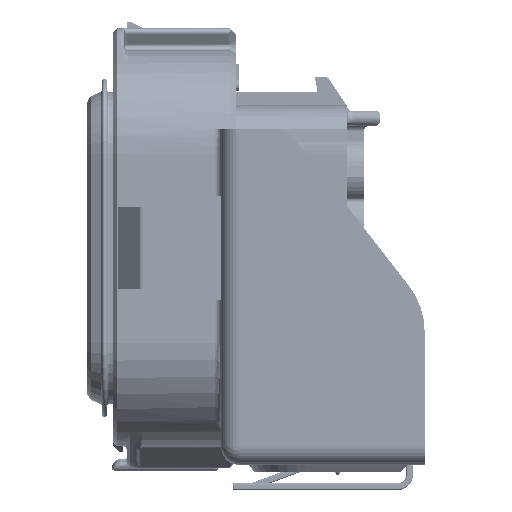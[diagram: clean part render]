
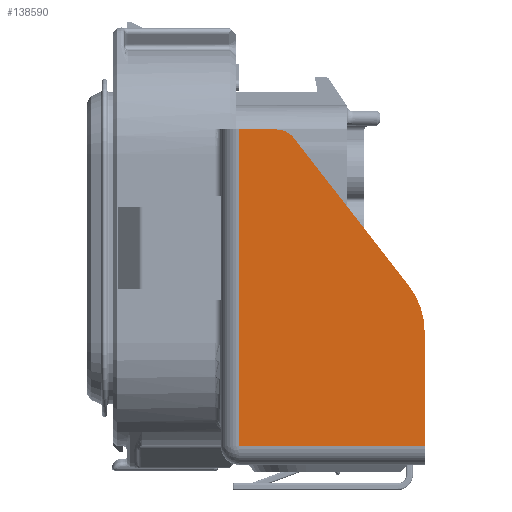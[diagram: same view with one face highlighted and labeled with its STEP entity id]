
A CAD part, left-side view. The second image highlights one B-rep face of the part: STEP entity #138590.
In plain terms, the highlighted planar face has unit normal (-1, 0, 0).
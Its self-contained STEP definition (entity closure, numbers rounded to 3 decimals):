
#33541=DIRECTION('',(0.,1.,0.));
#33542=VECTOR('',#33541,5.);
#33543=CARTESIAN_POINT('',(-81.5,-16.,16.));
#33544=LINE('',#33543,#33542);
#33554=DIRECTION('',(0.,0.,1.));
#33555=VECTOR('',#33554,42.75);
#33556=CARTESIAN_POINT('',(-81.5,-11.,-26.75));
#33557=LINE('',#33556,#33555);
#33558=CARTESIAN_POINT('',(-81.5,-16.,13.));
#33559=DIRECTION('',(1.,0.,0.));
#33560=DIRECTION('',(0.,0.,1.));
#33561=AXIS2_PLACEMENT_3D('',#33558,#33559,#33560);
#33563=DIRECTION('',(0.,-0.614,-0.789));
#33564=VECTOR('',#33563,25.28);
#33565=CARTESIAN_POINT('',(-81.5,-18.368,14.842));
#33566=LINE('',#33565,#33564);
#33567=CARTESIAN_POINT('',(-81.5,-26.,-11.25));
#33568=DIRECTION('',(1.,0.,0.));
#33569=DIRECTION('',(0.,-0.789,0.614));
#33570=AXIS2_PLACEMENT_3D('',#33567,#33568,#33569);
#33572=DIRECTION('',(0.,-1.,0.));
#33573=VECTOR('',#33572,25.);
#33574=CARTESIAN_POINT('',(-81.5,-11.,-26.75));
#33575=LINE('',#33574,#33573);
#33625=DIRECTION('',(0.,0.,1.));
#33626=VECTOR('',#33625,15.5);
#33627=CARTESIAN_POINT('',(-81.5,-36.,-26.75));
#33628=LINE('',#33627,#33626);
#77164=CARTESIAN_POINT('',(-81.5,-18.368,14.842));
#77165=CARTESIAN_POINT('',(-81.5,-33.892,-5.109));
#77166=VERTEX_POINT('',#77164);
#77167=VERTEX_POINT('',#77165);
#77168=CARTESIAN_POINT('',(-81.5,-16.,16.));
#77169=VERTEX_POINT('',#77168);
#77170=CARTESIAN_POINT('',(-81.5,-36.,-11.25));
#77171=VERTEX_POINT('',#77170);
#77180=CARTESIAN_POINT('',(-81.5,-36.,-26.75));
#77182=VERTEX_POINT('',#77180);
#77187=CARTESIAN_POINT('',(-81.5,-11.,16.));
#77189=VERTEX_POINT('',#77187);
#77190=CARTESIAN_POINT('',(-81.5,-11.,-26.75));
#77191=VERTEX_POINT('',#77190);
#138572=CARTESIAN_POINT('',(-81.5,-36.,-29.25));
#138573=DIRECTION('',(1.,0.,0.));
#138574=DIRECTION('',(0.,0.,1.));
#138575=AXIS2_PLACEMENT_3D('',#138572,#138573,#138574);
#138576=PLANE('',#138575);
#138578=ORIENTED_EDGE('',*,*,#138577,.T.);
#138579=ORIENTED_EDGE('',*,*,#138562,.F.);
#138580=ORIENTED_EDGE('',*,*,#138551,.T.);
#138581=ORIENTED_EDGE('',*,*,#138537,.T.);
#138583=ORIENTED_EDGE('',*,*,#138582,.T.);
#138585=ORIENTED_EDGE('',*,*,#138584,.F.);
#138587=ORIENTED_EDGE('',*,*,#138586,.F.);
#138588=EDGE_LOOP('',(#138578,#138579,#138580,#138581,#138583,#138585,#138587));
#138589=FACE_OUTER_BOUND('',#138588,.F.);
#138590=ADVANCED_FACE('',(#138589),#138576,.F.);
#33562=CIRCLE('',#33561,3.);
#33571=CIRCLE('',#33570,10.);
#138537=EDGE_CURVE('',#77166,#77167,#33566,.T.);
#138551=EDGE_CURVE('',#77169,#77166,#33562,.T.);
#138562=EDGE_CURVE('',#77169,#77189,#33544,.T.);
#138577=EDGE_CURVE('',#77191,#77189,#33557,.T.);
#138582=EDGE_CURVE('',#77167,#77171,#33571,.T.);
#138584=EDGE_CURVE('',#77182,#77171,#33628,.T.);
#138586=EDGE_CURVE('',#77191,#77182,#33575,.T.);
